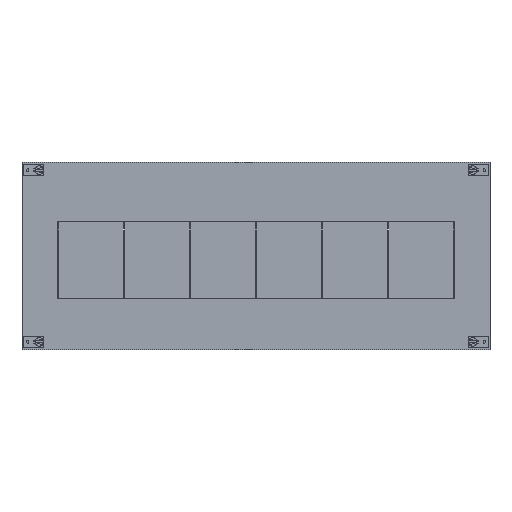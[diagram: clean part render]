
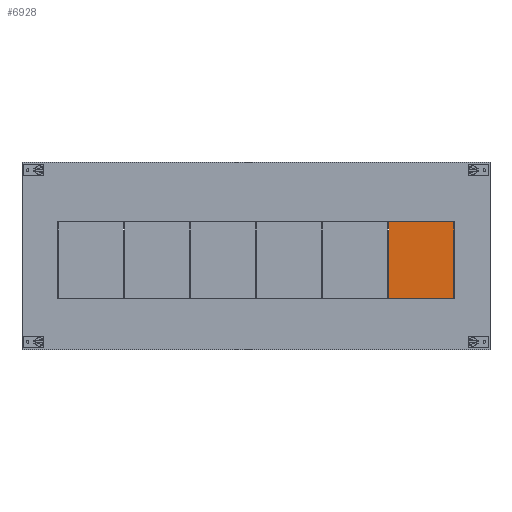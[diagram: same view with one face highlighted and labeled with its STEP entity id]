
A CAD part, top view. The second image highlights one B-rep face of the part: STEP entity #6928.
In plain terms, the highlighted planar face has unit normal (0, 0, 1).
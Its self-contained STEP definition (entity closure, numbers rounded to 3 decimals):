
#6813=DIRECTION('',(0.,1.,0.));
#6814=VECTOR('',#6813,122.);
#6815=CARTESIAN_POINT('',(37.5,-29.5,1.));
#6816=LINE('',#6815,#6814);
#6820=DIRECTION('',(1.,0.,0.));
#6821=VECTOR('',#6820,104.5);
#6822=CARTESIAN_POINT('',(-67.,-29.5,1.));
#6823=LINE('',#6822,#6821);
#6827=DIRECTION('',(0.,-1.,0.));
#6828=VECTOR('',#6827,122.);
#6829=CARTESIAN_POINT('',(-67.,92.5,1.));
#6830=LINE('',#6829,#6828);
#6834=DIRECTION('',(-1.,0.,0.));
#6835=VECTOR('',#6834,104.5);
#6836=CARTESIAN_POINT('',(37.5,92.5,1.));
#6837=LINE('',#6836,#6835);
#6897=CARTESIAN_POINT('',(-67.,92.5,1.));
#6898=CARTESIAN_POINT('',(-67.,-29.5,1.));
#6899=VERTEX_POINT('',#6897);
#6900=VERTEX_POINT('',#6898);
#6905=CARTESIAN_POINT('',(37.5,-29.5,1.));
#6906=CARTESIAN_POINT('',(37.5,92.5,1.));
#6907=VERTEX_POINT('',#6905);
#6908=VERTEX_POINT('',#6906);
#6913=CARTESIAN_POINT('',(0.,0.,1.));
#6914=DIRECTION('',(0.,0.,1.));
#6915=DIRECTION('',(1.,0.,0.));
#6916=AXIS2_PLACEMENT_3D('',#6913,#6914,#6915);
#6917=PLANE('',#6916);
#6919=ORIENTED_EDGE('',*,*,#6918,.F.);
#6921=ORIENTED_EDGE('',*,*,#6920,.F.);
#6923=ORIENTED_EDGE('',*,*,#6922,.F.);
#6925=ORIENTED_EDGE('',*,*,#6924,.F.);
#6926=EDGE_LOOP('',(#6919,#6921,#6923,#6925));
#6927=FACE_OUTER_BOUND('',#6926,.F.);
#6918=EDGE_CURVE('',#6907,#6908,#6816,.T.);
#6920=EDGE_CURVE('',#6900,#6907,#6823,.T.);
#6922=EDGE_CURVE('',#6899,#6900,#6830,.T.);
#6924=EDGE_CURVE('',#6908,#6899,#6837,.T.);
#6928=ADVANCED_FACE('',(#6927),#6917,.T.);
